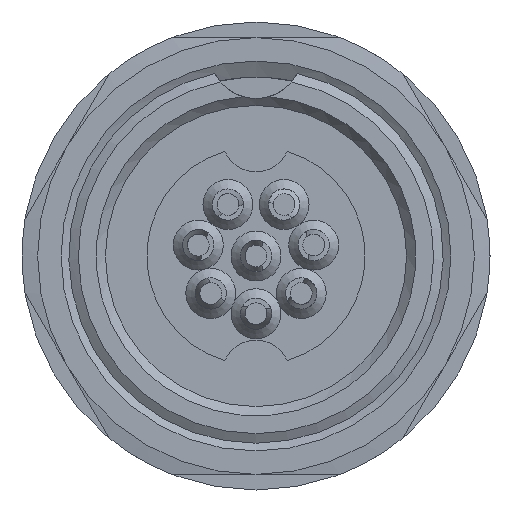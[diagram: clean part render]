
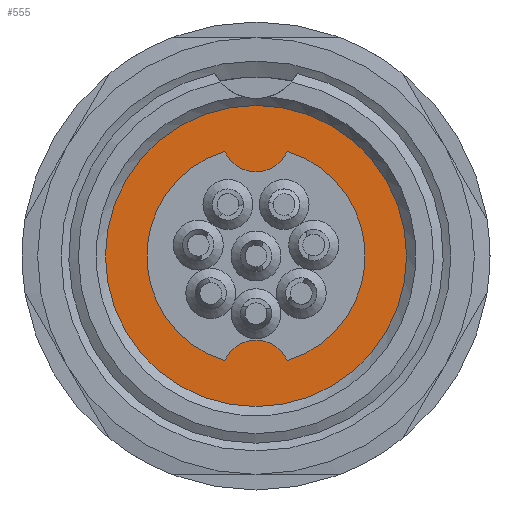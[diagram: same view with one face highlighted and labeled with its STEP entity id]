
A CAD part, left-side view. The second image highlights one B-rep face of the part: STEP entity #555.
In plain terms, the highlighted planar face has unit normal (-1, 0, 0).
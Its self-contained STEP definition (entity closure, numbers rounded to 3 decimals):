
#390=PLANE('',#3057);
#555=ADVANCED_FACE('',(#818,#819),#390,.F.);
#818=FACE_BOUND('',#1075,.T.);
#819=FACE_BOUND('',#1076,.T.);
#1075=EDGE_LOOP('',(#1852,#1853,#1854,#1855));
#1076=EDGE_LOOP('',(#1856));
#1852=ORIENTED_EDGE('',*,*,#2534,.F.);
#1853=ORIENTED_EDGE('',*,*,#2532,.F.);
#1854=ORIENTED_EDGE('',*,*,#2530,.F.);
#1855=ORIENTED_EDGE('',*,*,#2528,.F.);
#1856=ORIENTED_EDGE('',*,*,#2535,.T.);
#2223=VERTEX_POINT('',#5137);
#2224=VERTEX_POINT('',#5139);
#2225=VERTEX_POINT('',#5143);
#2226=VERTEX_POINT('',#5147);
#2227=VERTEX_POINT('',#5153);
#2528=EDGE_CURVE('',#2223,#2224,#2740,.T.);
#2530=EDGE_CURVE('',#2224,#2225,#2741,.T.);
#2532=EDGE_CURVE('',#2225,#2226,#2742,.T.);
#2534=EDGE_CURVE('',#2226,#2223,#2743,.T.);
#2535=EDGE_CURVE('',#2227,#2227,#2744,.T.);
#2740=CIRCLE('',#3048,1.1);
#2741=CIRCLE('',#3050,3.5);
#2742=CIRCLE('',#3052,1.1);
#2743=CIRCLE('',#3054,3.5);
#2744=CIRCLE('',#3056,4.825);
#3048=AXIS2_PLACEMENT_3D('',#5138,#3760,#3761);
#3050=AXIS2_PLACEMENT_3D('',#5142,#3765,#3766);
#3052=AXIS2_PLACEMENT_3D('',#5146,#3770,#3771);
#3054=AXIS2_PLACEMENT_3D('',#5150,#3775,#3776);
#3056=AXIS2_PLACEMENT_3D('',#5152,#3779,#3780);
#3057=AXIS2_PLACEMENT_3D('',#5154,#3781,#3782);
#3760=DIRECTION('',(1.,0.,0.));
#3761=DIRECTION('',(0.,0.,-1.));
#3765=DIRECTION('',(-1.,0.,0.));
#3766=DIRECTION('',(0.,0.,-1.));
#3770=DIRECTION('',(1.,0.,0.));
#3771=DIRECTION('',(0.,0.,-1.));
#3775=DIRECTION('',(-1.,0.,0.));
#3776=DIRECTION('',(0.,0.,-1.));
#3779=DIRECTION('',(-1.,0.,0.));
#3780=DIRECTION('',(0.,0.,-1.));
#3781=DIRECTION('',(1.,0.,0.));
#3782=DIRECTION('',(0.,0.,-1.));
#5137=CARTESIAN_POINT('',(1.6,-1.005,3.353));
#5138=CARTESIAN_POINT('',(1.6,0.,3.8));
#5139=CARTESIAN_POINT('',(1.6,1.005,3.353));
#5142=CARTESIAN_POINT('',(1.6,0.,0.));
#5143=CARTESIAN_POINT('',(1.6,1.005,-3.353));
#5146=CARTESIAN_POINT('',(1.6,0.,-3.8));
#5147=CARTESIAN_POINT('',(1.6,-1.005,-3.353));
#5150=CARTESIAN_POINT('',(1.6,0.,0.));
#5152=CARTESIAN_POINT('',(1.6,0.,0.));
#5153=CARTESIAN_POINT('',(1.6,0.,-4.825));
#5154=CARTESIAN_POINT('',(1.6,0.,0.));
